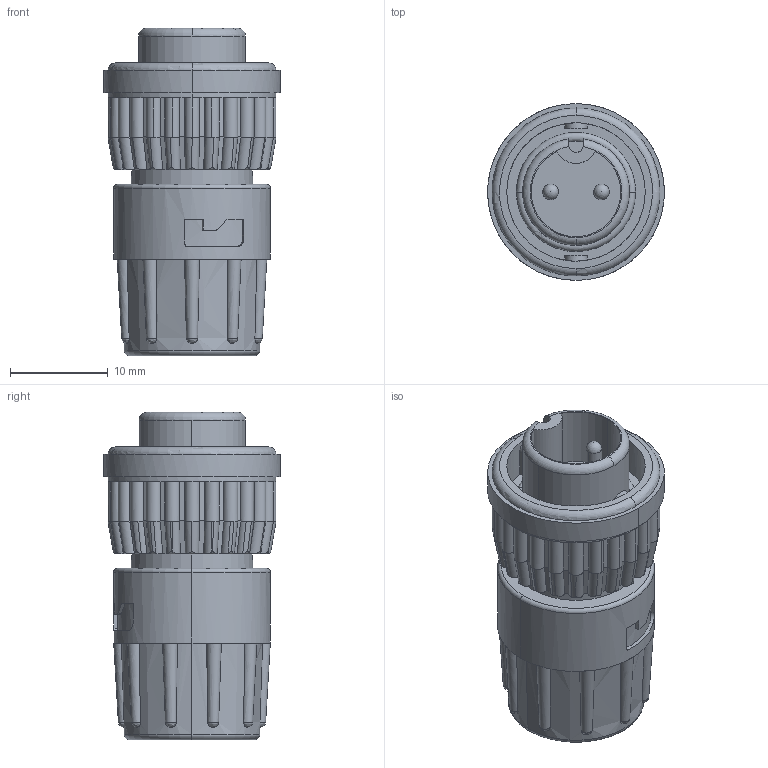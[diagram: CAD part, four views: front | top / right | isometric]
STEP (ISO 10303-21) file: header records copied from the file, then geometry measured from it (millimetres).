
FILE_DESCRIPTION (( 'STEP AP203' ), '1' );
FILE_NAME ('6382-2PG-3DC.STEP', '2015-11-13T14:07:58', ( '' ), ( '' ), 'SwSTEP 2.0', 'SolidWorks 2014', '' );
FILE_SCHEMA (( 'CONFIG_CONTROL_DESIGN' ));
Length unit declared in the file: inch
Products named in the file (1): 6382-2PG-3DC
Bounding box: 18.02 x 18.03 x 33.4 mm (x, y, z)
Volume: 5330 mm3; surface area: 2994.5 mm2
Topology: 1 solids, 1 shells, 311 faces, 885 edges, 588 vertices
Faces by surface type: cylinder 178, plane 71, torus 36, bspline 20, cone 4, sphere 2
Entity records: 17528 total; most frequent: CARTESIAN_POINT 10458, ORIENTED_EDGE 1758, DIRECTION 1012, EDGE_CURVE 879, VERTEX_POINT 584, B_SPLINE_CURVE_WITH_KNOTS 548, AXIS2_PLACEMENT_3D 394, EDGE_LOOP 325
